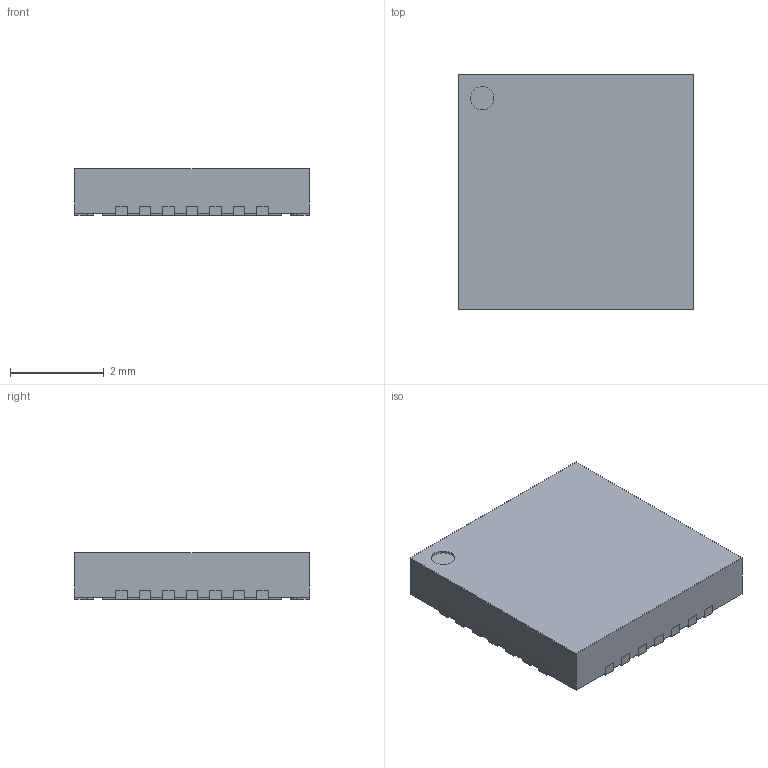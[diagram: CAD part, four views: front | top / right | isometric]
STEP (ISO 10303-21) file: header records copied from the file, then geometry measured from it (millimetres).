
FILE_DESCRIPTION((''),'2;1');
FILE_NAME('QFN50P500X500X100-29N-S380.stp','2014-08-14T15:59:48',(''),(''),'Mechanical Desktop 2011','Mechanical Desktop 2011',', , ');
FILE_SCHEMA(('AUTOMOTIVE_DESIGN { 1 2 10303 214 1 1 1 1 }'));
Length unit declared in the file: millimetre
Products named in the file (1): Product
Bounding box: 5 x 5 x 1 mm (x, y, z)
Volume: 24.6 mm3; surface area: 113.5 mm2
Topology: 30 solids, 30 shells, 295 faces, 702 edges, 468 vertices
Faces by surface type: bspline 140, plane 125, cylinder 30
Entity records: 8839 total; most frequent: CARTESIAN_POINT 2278, ORIENTED_EDGE 1404, DIRECTION 1130, EDGE_CURVE 702, VECTOR 586, LINE 586, VERTEX_POINT 468, EDGE_LOOP 296
